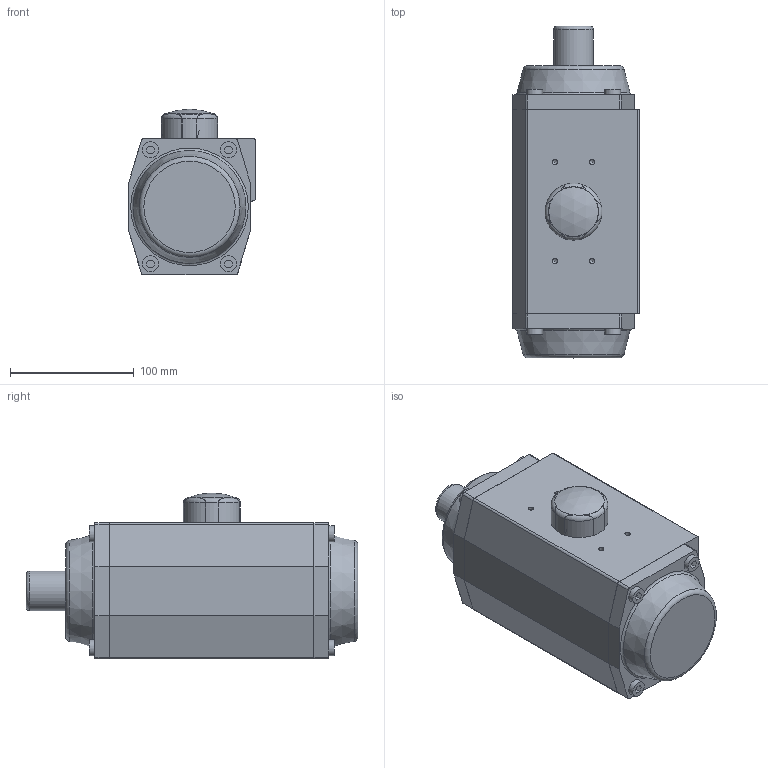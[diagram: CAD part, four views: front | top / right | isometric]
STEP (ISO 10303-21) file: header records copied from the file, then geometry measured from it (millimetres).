
FILE_DESCRIPTION( ( 'STEP AP214' ), '1' );
FILE_NAME( ' ', ' ', ( ' ' ), ( ' ' ), 'PSStep 13.0', 'VISI 18.0', ' ' );
FILE_SCHEMA( ( 'AUTOMOTIVE_DESIGN { 1 0 10303 214 1 1 1 1 }' ) );
Length unit declared in the file: millimetre
Products named in the file (1): 1
Bounding box: 102 x 268 x 133.99 mm (x, y, z)
Volume: 2279802.3 mm3; surface area: 118731.7 mm2
Topology: 1 solids, 1 shells, 198 faces, 499 edges, 329 vertices
Faces by surface type: plane 123, cylinder 48, cone 16, torus 10, sphere 1
Full cylindrical faces by diameter (mm): 4.2 x8, 6.8 x4, 11.445 x2, 13 x8, 32 x1, 37.5 x1, 45 x1, 55 x1
Entity records: 7267 total; most frequent: CARTESIAN_POINT 1131, DIRECTION 920, ORIENTED_EDGE 856, EDGE_CURVE 428, VERTEX_POINT 320, AXIS2_PLACEMENT_3D 309, LINE 302, VECTOR 302
